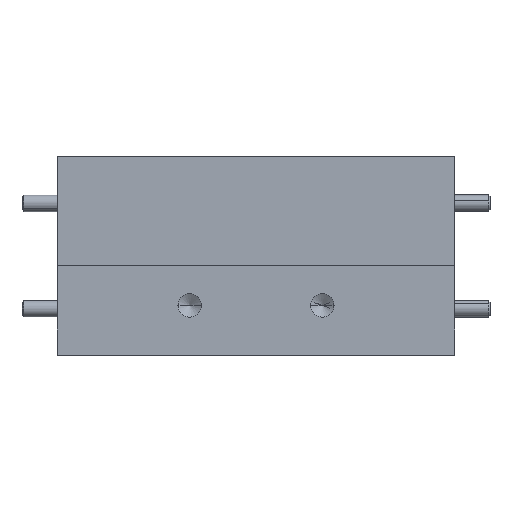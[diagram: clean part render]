
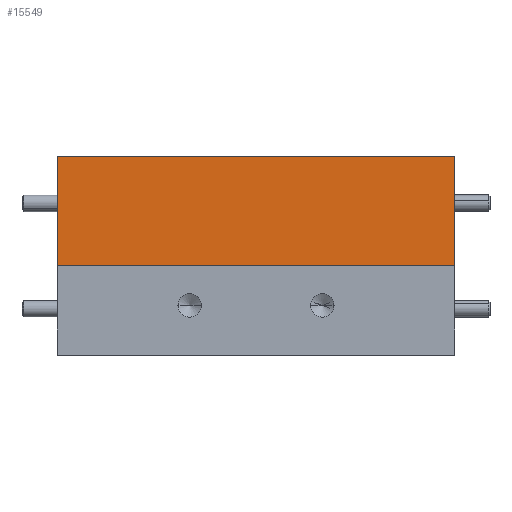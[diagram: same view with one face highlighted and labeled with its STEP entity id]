
A CAD part, top view. The second image highlights one B-rep face of the part: STEP entity #15549.
In plain terms, the highlighted planar face has unit normal (0, 0, 1).
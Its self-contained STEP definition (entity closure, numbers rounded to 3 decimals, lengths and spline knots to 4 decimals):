
#244 = DIRECTION ( 'NONE',  ( -1., 0., 0. ) ) ;
#463 = ORIENTED_EDGE ( 'NONE', *, *, #32467, .F. ) ;
#922 = EDGE_CURVE ( 'NONE', #16279, #6590, #41389, .T. ) ;
#1170 = CARTESIAN_POINT ( 'NONE',  ( 0.75, 0.75, 0.55 ) ) ;
#1226 = VECTOR ( 'NONE', #24430, 39.3701 ) ;
#3850 = EDGE_LOOP ( 'NONE', ( #32406, #463, #8519, #43209 ) ) ;
#3941 = AXIS2_PLACEMENT_3D ( 'NONE', #23595, #20623, #244 ) ;
#6460 = LINE ( 'NONE', #21040, #1226 ) ;
#6590 = VERTEX_POINT ( 'NONE', #21808 ) ;
#6931 = FACE_OUTER_BOUND ( 'NONE', #3850, .T. ) ;
#7923 = VECTOR ( 'NONE', #10014, 39.3701 ) ;
#8519 = ORIENTED_EDGE ( 'NONE', *, *, #26027, .F. ) ;
#8922 = CARTESIAN_POINT ( 'NONE',  ( -0.75, 0.75, 0.55 ) ) ;
#10014 = DIRECTION ( 'NONE',  ( 0., -1., 0. ) ) ;
#10136 = EDGE_CURVE ( 'NONE', #42579, #16279, #22642, .T. ) ;
#14930 = DIRECTION ( 'NONE',  ( 1., 0., 0. ) ) ;
#15549 = ADVANCED_FACE ( 'NONE', ( #6931 ), #36964, .F. ) ;
#16279 = VERTEX_POINT ( 'NONE', #42116 ) ;
#18905 = DIRECTION ( 'NONE',  ( 0., -1., 0. ) ) ;
#20623 = DIRECTION ( 'NONE',  ( 0., 0., -1. ) ) ;
#21040 = CARTESIAN_POINT ( 'NONE',  ( -0.75, 0.75, 0.55 ) ) ;
#21535 = CARTESIAN_POINT ( 'NONE',  ( -0.75, 0.338, 0.55 ) ) ;
#21808 = CARTESIAN_POINT ( 'NONE',  ( 0.75, 0.338, 0.55 ) ) ;
#22057 = VECTOR ( 'NONE', #18905, 39.3701 ) ;
#22642 = LINE ( 'NONE', #37457, #7923 ) ;
#23595 = CARTESIAN_POINT ( 'NONE',  ( -0.75, 0.75, 0.55 ) ) ;
#24430 = DIRECTION ( 'NONE',  ( 1., 0., 0. ) ) ;
#26027 = EDGE_CURVE ( 'NONE', #42579, #28395, #6460, .T. ) ;
#28395 = VERTEX_POINT ( 'NONE', #1170 ) ;
#28401 = LINE ( 'NONE', #29378, #22057 ) ;
#29378 = CARTESIAN_POINT ( 'NONE',  ( 0.75, 0.75, 0.55 ) ) ;
#32406 = ORIENTED_EDGE ( 'NONE', *, *, #922, .T. ) ;
#32467 = EDGE_CURVE ( 'NONE', #28395, #6590, #28401, .T. ) ;
#36172 = VECTOR ( 'NONE', #14930, 39.3701 ) ;
#36964 = PLANE ( 'NONE',  #3941 ) ;
#37457 = CARTESIAN_POINT ( 'NONE',  ( -0.75, 0.75, 0.55 ) ) ;
#41389 = LINE ( 'NONE', #21535, #36172 ) ;
#42116 = CARTESIAN_POINT ( 'NONE',  ( -0.75, 0.338, 0.55 ) ) ;
#42579 = VERTEX_POINT ( 'NONE', #8922 ) ;
#43209 = ORIENTED_EDGE ( 'NONE', *, *, #10136, .T. ) ;
